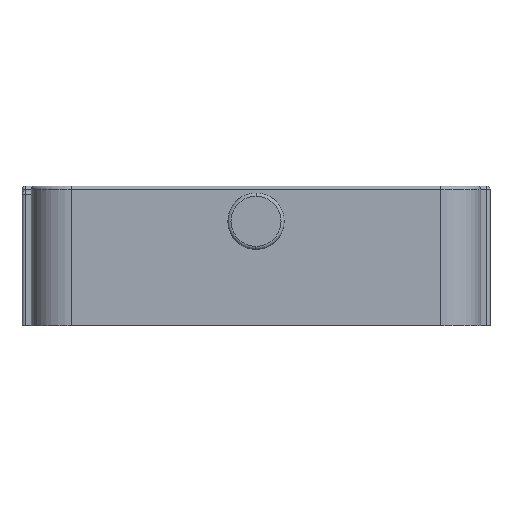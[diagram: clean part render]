
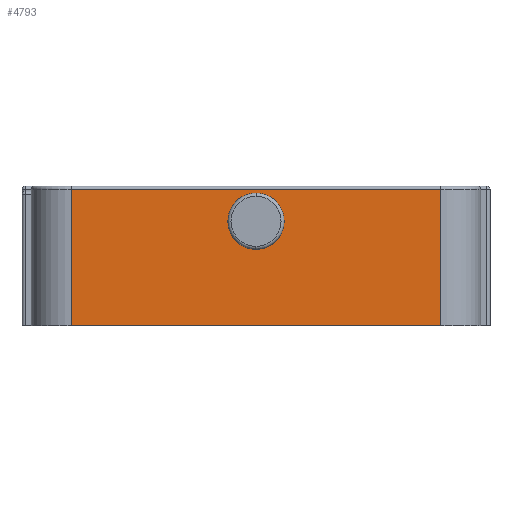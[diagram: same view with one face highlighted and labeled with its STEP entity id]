
A CAD part, left-side view. The second image highlights one B-rep face of the part: STEP entity #4793.
In plain terms, the highlighted planar face has unit normal (-1, 0, 0).
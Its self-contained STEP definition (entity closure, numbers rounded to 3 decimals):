
#1814=AXIS2_PLACEMENT_3D('Circle Axis2P3D',#1812,#1813,$) ;
#1851=AXIS2_PLACEMENT_3D('Circle Axis2P3D',#1849,#1850,$) ;
#1888=AXIS2_PLACEMENT_3D('Circle Axis2P3D',#1886,#1887,$) ;
#4713=AXIS2_PLACEMENT_3D('Circle Axis2P3D',#4711,#4712,$) ;
#4742=AXIS2_PLACEMENT_3D('Circle Axis2P3D',#4740,#4741,$) ;
#4755=AXIS2_PLACEMENT_3D('Plane Axis2P3D',#4752,#4753,#4754) ;
#4772=AXIS2_PLACEMENT_3D('Circle Axis2P3D',#4770,#4771,$) ;
#4779=AXIS2_PLACEMENT_3D('Circle Axis2P3D',#4777,#4778,$) ;
#1586=CARTESIAN_POINT('Vertex',(-11.8,29.45,-0.7)) ;
#1589=CARTESIAN_POINT('Line Origine',(-11.8,29.45,10.45)) ;
#1593=CARTESIAN_POINT('Vertex',(-11.8,29.45,21.1)) ;
#1613=CARTESIAN_POINT('Line Origine',(-11.8,-29.45,10.45)) ;
#1617=CARTESIAN_POINT('Vertex',(-11.8,-29.45,21.1)) ;
#1619=CARTESIAN_POINT('Vertex',(-11.8,-29.45,-0.7)) ;
#1800=CARTESIAN_POINT('Line Origine',(-11.8,0.,21.1)) ;
#1812=CARTESIAN_POINT('Axis2P3D Location',(-11.8,0.,16.)) ;
#1816=CARTESIAN_POINT('Vertex',(-11.8,1.5,16.)) ;
#1818=CARTESIAN_POINT('Vertex',(-11.8,0.,17.5)) ;
#1846=CARTESIAN_POINT('Vertex',(-11.8,0.,14.5)) ;
#1849=CARTESIAN_POINT('Axis2P3D Location',(-11.8,0.,16.)) ;
#1867=CARTESIAN_POINT('Vertex',(-11.8,0.,13.)) ;
#1883=CARTESIAN_POINT('Vertex',(-11.8,0.,19.)) ;
#1886=CARTESIAN_POINT('Axis2P3D Location',(-11.8,0.,16.)) ;
#4386=CARTESIAN_POINT('Line Origine',(-11.8,0.,-0.7)) ;
#4678=CARTESIAN_POINT('Line Origine',(-11.8,-0.822,14.5)) ;
#4682=CARTESIAN_POINT('Vertex',(-11.8,-1.643,14.5)) ;
#4711=CARTESIAN_POINT('Axis2P3D Location',(-11.8,0.,16.)) ;
#4715=CARTESIAN_POINT('Vertex',(-11.8,-1.933,13.706)) ;
#4740=CARTESIAN_POINT('Axis2P3D Location',(-11.8,-1.643,14.05)) ;
#4752=CARTESIAN_POINT('Axis2P3D Location',(-11.8,0.,0.)) ;
#4763=CARTESIAN_POINT('Line Origine',(-11.8,-0.822,17.5)) ;
#4767=CARTESIAN_POINT('Vertex',(-11.8,-1.643,17.5)) ;
#4770=CARTESIAN_POINT('Axis2P3D Location',(-11.8,0.,16.)) ;
#4774=CARTESIAN_POINT('Vertex',(-11.8,-1.933,18.294)) ;
#4777=CARTESIAN_POINT('Axis2P3D Location',(-11.8,-1.643,17.95)) ;
#1590=DIRECTION('Vector Direction',(0.,0.,-1.)) ;
#1614=DIRECTION('Vector Direction',(0.,0.,1.)) ;
#1801=DIRECTION('Vector Direction',(0.,-1.,0.)) ;
#1813=DIRECTION('Axis2P3D Direction',(-1.,0.,0.)) ;
#1850=DIRECTION('Axis2P3D Direction',(-1.,0.,0.)) ;
#1887=DIRECTION('Axis2P3D Direction',(-1.,0.,0.)) ;
#4387=DIRECTION('Vector Direction',(0.,-1.,0.)) ;
#4679=DIRECTION('Vector Direction',(0.,-1.,0.)) ;
#4712=DIRECTION('Axis2P3D Direction',(-1.,0.,0.)) ;
#4741=DIRECTION('Axis2P3D Direction',(1.,0.,0.)) ;
#4753=DIRECTION('Axis2P3D Direction',(1.,0.,0.)) ;
#4754=DIRECTION('Axis2P3D XDirection',(0.,1.,0.)) ;
#4764=DIRECTION('Vector Direction',(0.,1.,0.)) ;
#4771=DIRECTION('Axis2P3D Direction',(1.,0.,0.)) ;
#4778=DIRECTION('Axis2P3D Direction',(1.,0.,0.)) ;
#1591=VECTOR('Line Direction',#1590,1.) ;
#1615=VECTOR('Line Direction',#1614,1.) ;
#1802=VECTOR('Line Direction',#1801,1.) ;
#4388=VECTOR('Line Direction',#4387,1.) ;
#4680=VECTOR('Line Direction',#4679,1.) ;
#4765=VECTOR('Line Direction',#4764,1.) ;
#4758=ORIENTED_EDGE('',*,*,#1804,.T.) ;
#4759=ORIENTED_EDGE('',*,*,#1595,.F.) ;
#4760=ORIENTED_EDGE('',*,*,#4390,.F.) ;
#4761=ORIENTED_EDGE('',*,*,#1621,.F.) ;
#4783=ORIENTED_EDGE('',*,*,#4769,.F.) ;
#4784=ORIENTED_EDGE('',*,*,#1820,.F.) ;
#4785=ORIENTED_EDGE('',*,*,#1853,.F.) ;
#4786=ORIENTED_EDGE('',*,*,#4684,.F.) ;
#4787=ORIENTED_EDGE('',*,*,#4744,.F.) ;
#4788=ORIENTED_EDGE('',*,*,#4717,.T.) ;
#4789=ORIENTED_EDGE('',*,*,#1890,.T.) ;
#4790=ORIENTED_EDGE('',*,*,#4776,.T.) ;
#4791=ORIENTED_EDGE('',*,*,#4781,.F.) ;
#4792=FACE_BOUND('',#4782,.T.) ;
#4793=ADVANCED_FACE('',(#4762,#4792),#4756,.F.) ;
#1815=CIRCLE('generated circle',#1814,1.5) ;
#1852=CIRCLE('generated circle',#1851,1.5) ;
#1889=CIRCLE('generated circle',#1888,3.) ;
#4714=CIRCLE('generated circle',#4713,3.) ;
#4743=CIRCLE('generated circle',#4742,0.45) ;
#4773=CIRCLE('generated circle',#4772,3.) ;
#4780=CIRCLE('generated circle',#4779,0.45) ;
#1595=EDGE_CURVE('',#1587,#1594,#1592,.F.) ;
#1621=EDGE_CURVE('',#1618,#1620,#1616,.F.) ;
#1804=EDGE_CURVE('',#1618,#1594,#1803,.F.) ;
#1820=EDGE_CURVE('',#1817,#1819,#1815,.F.) ;
#1853=EDGE_CURVE('',#1847,#1817,#1852,.F.) ;
#1890=EDGE_CURVE('',#1868,#1884,#1889,.F.) ;
#4390=EDGE_CURVE('',#1620,#1587,#4389,.F.) ;
#4684=EDGE_CURVE('',#4683,#1847,#4681,.F.) ;
#4717=EDGE_CURVE('',#4716,#1868,#4714,.F.) ;
#4744=EDGE_CURVE('',#4716,#4683,#4743,.F.) ;
#4769=EDGE_CURVE('',#1819,#4768,#4766,.F.) ;
#4776=EDGE_CURVE('',#1884,#4775,#4773,.T.) ;
#4781=EDGE_CURVE('',#4768,#4775,#4780,.F.) ;
#4757=EDGE_LOOP('',(#4758,#4759,#4760,#4761)) ;
#4782=EDGE_LOOP('',(#4783,#4784,#4785,#4786,#4787,#4788,#4789,#4790,#4791)) ;
#4762=FACE_OUTER_BOUND('',#4757,.T.) ;
#1592=LINE('Line',#1589,#1591) ;
#1616=LINE('Line',#1613,#1615) ;
#1803=LINE('Line',#1800,#1802) ;
#4389=LINE('Line',#4386,#4388) ;
#4681=LINE('Line',#4678,#4680) ;
#4766=LINE('Line',#4763,#4765) ;
#4756=PLANE('Plane',#4755) ;
#1587=VERTEX_POINT('',#1586) ;
#1594=VERTEX_POINT('',#1593) ;
#1618=VERTEX_POINT('',#1617) ;
#1620=VERTEX_POINT('',#1619) ;
#1817=VERTEX_POINT('',#1816) ;
#1819=VERTEX_POINT('',#1818) ;
#1847=VERTEX_POINT('',#1846) ;
#1868=VERTEX_POINT('',#1867) ;
#1884=VERTEX_POINT('',#1883) ;
#4683=VERTEX_POINT('',#4682) ;
#4716=VERTEX_POINT('',#4715) ;
#4768=VERTEX_POINT('',#4767) ;
#4775=VERTEX_POINT('',#4774) ;
